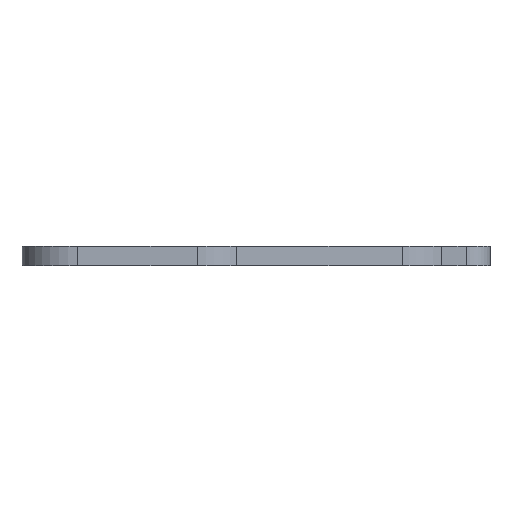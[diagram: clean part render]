
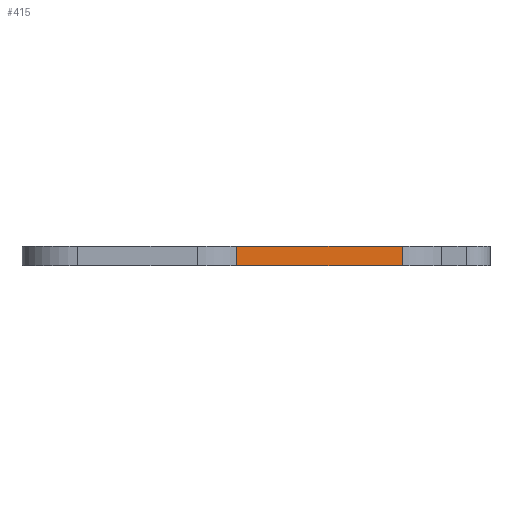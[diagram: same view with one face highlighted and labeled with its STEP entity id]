
A CAD part, front view. The second image highlights one B-rep face of the part: STEP entity #415.
In plain terms, the highlighted planar face has unit normal (0.707, -0.707, 0).
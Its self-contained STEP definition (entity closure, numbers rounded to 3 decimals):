
#29 = VECTOR ( 'NONE', #691, 1000. ) ;
#85 = CARTESIAN_POINT ( 'NONE',  ( 27.05, 2.05, 0. ) ) ;
#112 = CARTESIAN_POINT ( 'NONE',  ( 25., 0., 2.5 ) ) ;
#123 = VERTEX_POINT ( 'NONE', #1202 ) ;
#143 = CARTESIAN_POINT ( 'NONE',  ( 27.05, 2.05, 2.5 ) ) ;
#201 = DIRECTION ( 'NONE',  ( -0.707, 0.707, 0. ) ) ;
#206 = ORIENTED_EDGE ( 'NONE', *, *, #716, .T. ) ;
#213 = EDGE_CURVE ( 'NONE', #884, #123, #661, .T. ) ;
#277 = ORIENTED_EDGE ( 'NONE', *, *, #570, .F. ) ;
#325 = ORIENTED_EDGE ( 'NONE', *, *, #923, .T. ) ;
#330 = AXIS2_PLACEMENT_3D ( 'NONE', #112, #201, #976 ) ;
#346 = DIRECTION ( 'NONE',  ( 0.707, 0.707, 0. ) ) ;
#365 = VECTOR ( 'NONE', #346, 1000. ) ;
#392 = LINE ( 'NONE', #604, #365 ) ;
#415 = ADVANCED_FACE ( 'NONE', ( #658 ), #667, .F. ) ;
#443 = VERTEX_POINT ( 'NONE', #590 ) ;
#545 = CARTESIAN_POINT ( 'NONE',  ( 47.95, 22.95, 2.5 ) ) ;
#570 = EDGE_CURVE ( 'NONE', #443, #123, #392, .T. ) ;
#590 = CARTESIAN_POINT ( 'NONE',  ( 27.05, 2.05, 2.5 ) ) ;
#596 = VECTOR ( 'NONE', #783, 1000. ) ;
#604 = CARTESIAN_POINT ( 'NONE',  ( 25., 0., 2.5 ) ) ;
#658 = FACE_OUTER_BOUND ( 'NONE', #830, .T. ) ;
#661 = LINE ( 'NONE', #545, #1083 ) ;
#664 = VERTEX_POINT ( 'NONE', #85 ) ;
#667 = PLANE ( 'NONE',  #330 ) ;
#691 = DIRECTION ( 'NONE',  ( 0.707, 0.707, 0. ) ) ;
#716 = EDGE_CURVE ( 'NONE', #664, #884, #1172, .T. ) ;
#732 = DIRECTION ( 'NONE',  ( 0., 0., 1. ) ) ;
#783 = DIRECTION ( 'NONE',  ( 0., 0., -1. ) ) ;
#795 = ORIENTED_EDGE ( 'NONE', *, *, #213, .T. ) ;
#798 = CARTESIAN_POINT ( 'NONE',  ( 47.95, 22.95, 0. ) ) ;
#812 = LINE ( 'NONE', #143, #596 ) ;
#830 = EDGE_LOOP ( 'NONE', ( #206, #795, #277, #325 ) ) ;
#884 = VERTEX_POINT ( 'NONE', #798 ) ;
#923 = EDGE_CURVE ( 'NONE', #443, #664, #812, .T. ) ;
#976 = DIRECTION ( 'NONE',  ( -0.707, -0.707, 0. ) ) ;
#1063 = CARTESIAN_POINT ( 'NONE',  ( 25., 0., 0. ) ) ;
#1083 = VECTOR ( 'NONE', #732, 1000. ) ;
#1172 = LINE ( 'NONE', #1063, #29 ) ;
#1202 = CARTESIAN_POINT ( 'NONE',  ( 47.95, 22.95, 2.5 ) ) ;
